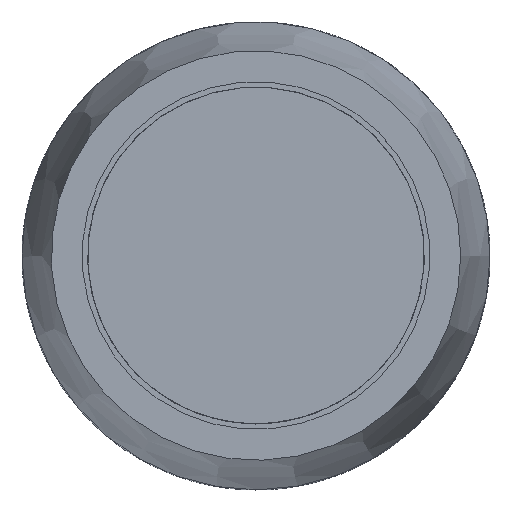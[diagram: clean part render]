
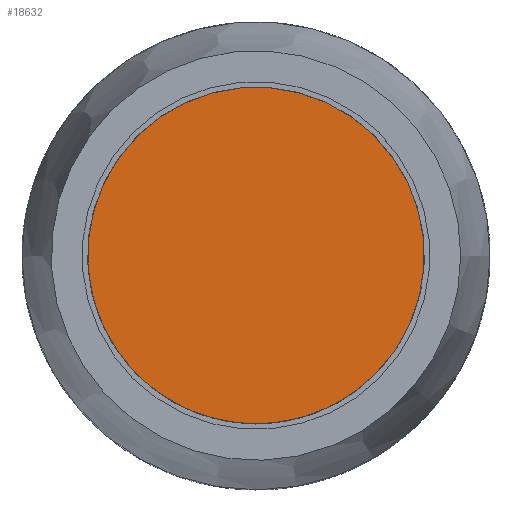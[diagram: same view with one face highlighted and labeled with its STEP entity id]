
A CAD part, top view. The second image highlights one B-rep face of the part: STEP entity #18632.
In plain terms, the highlighted planar face has unit normal (0, 0, 1).
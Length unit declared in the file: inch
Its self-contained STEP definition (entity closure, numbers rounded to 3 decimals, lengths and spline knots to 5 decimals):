
#18616=CARTESIAN_POINT('',(-0.38976,-0.38976,1.04055));
#18617=DIRECTION('',(0.0,0.0,-1.0));
#18618=DIRECTION('',(-1.0,0.0,0.0));
#18619=AXIS2_PLACEMENT_3D('',#18616,#18617,#18618);
#18620=PLANE('',#18619);
#18621=CARTESIAN_POINT('',(0.,-0.35433,1.04055));
#18622=VERTEX_POINT('',#18621);
#18623=CARTESIAN_POINT('',(0.,0.,1.04055));
#18624=DIRECTION('',(0.0,0.0,-1.0));
#18625=DIRECTION('',(0.0,1.0,0.0));
#18626=AXIS2_PLACEMENT_3D('',#18623,#18624,#18625);
#18627=CIRCLE('',#18626,0.35433);
#18628=EDGE_CURVE('',#18622,#18622,#18627,.T.);
#18629=ORIENTED_EDGE('',*,*,#18628,.F.);
#18630=EDGE_LOOP('',(#18629));
#18631=FACE_OUTER_BOUND('',#18630,.T.);
#18632=ADVANCED_FACE('',(#18631),#18620,.F.);
